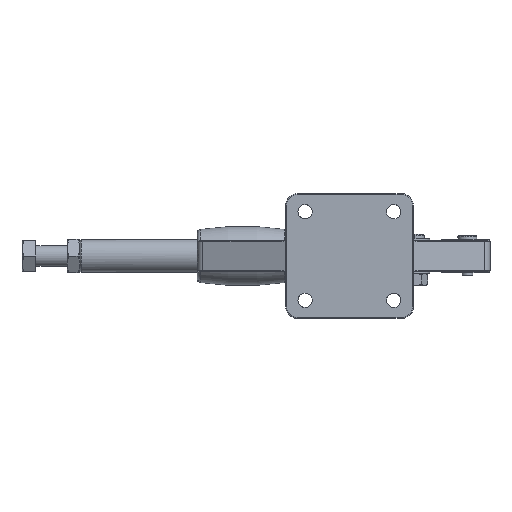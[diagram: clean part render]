
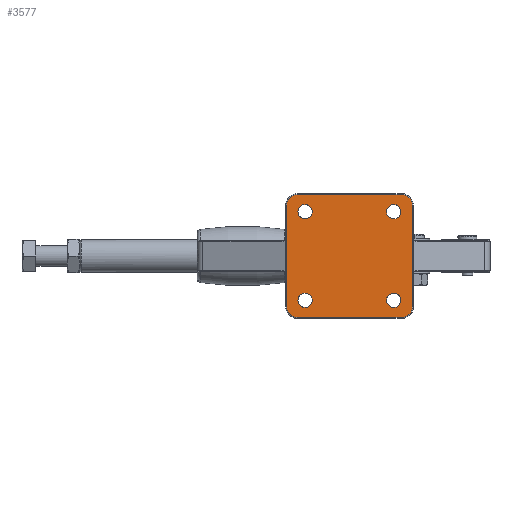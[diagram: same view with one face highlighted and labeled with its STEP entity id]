
A CAD part, front view. The second image highlights one B-rep face of the part: STEP entity #3577.
In plain terms, the highlighted planar face has unit normal (0, -1, 0).
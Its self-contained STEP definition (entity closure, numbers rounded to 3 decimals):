
#169 = CIRCLE ( 'NONE', #9136, 4.15 ) ;
#195 = VERTEX_POINT ( 'NONE', #273 ) ;
#271 = CARTESIAN_POINT ( 'NONE',  ( 112.7, 0., -29.55 ) ) ;
#273 = CARTESIAN_POINT ( 'NONE',  ( 51.3, 0., 29.2 ) ) ;
#394 = FACE_BOUND ( 'NONE', #6530, .T. ) ;
#417 = CARTESIAN_POINT ( 'NONE',  ( 51.3, 0., -34.032 ) ) ;
#421 = CARTESIAN_POINT ( 'NONE',  ( 112.7, 0., -25.4 ) ) ;
#425 = CIRCLE ( 'NONE', #8282, 4.15 ) ;
#508 = AXIS2_PLACEMENT_3D ( 'NONE', #3825, #10456, #4765 ) ;
#577 = CIRCLE ( 'NONE', #2091, 4.15 ) ;
#707 = DIRECTION ( 'NONE',  ( 0., -1., 0. ) ) ;
#711 = AXIS2_PLACEMENT_3D ( 'NONE', #8380, #2729, #9349 ) ;
#774 = DIRECTION ( 'NONE',  ( -1., 0., 0. ) ) ;
#806 = DIRECTION ( 'NONE',  ( 0., -1., 0. ) ) ;
#859 = ORIENTED_EDGE ( 'NONE', *, *, #2639, .T. ) ;
#888 = CARTESIAN_POINT ( 'NONE',  ( 61.9, 0., 21.25 ) ) ;
#1058 = DIRECTION ( 'NONE',  ( 0., -1., 0. ) ) ;
#1143 = CARTESIAN_POINT ( 'NONE',  ( 57.3, 0., 35.2 ) ) ;
#1222 = DIRECTION ( 'NONE',  ( 0., 0., 1. ) ) ;
#1369 = AXIS2_PLACEMENT_3D ( 'NONE', #10294, #4598, #11248 ) ;
#1377 = DIRECTION ( 'NONE',  ( 0., 0., -1. ) ) ;
#1502 = CARTESIAN_POINT ( 'NONE',  ( 167.96, 0., -34.032 ) ) ;
#1537 = ORIENTED_EDGE ( 'NONE', *, *, #3941, .F. ) ;
#1576 = ORIENTED_EDGE ( 'NONE', *, *, #1723, .F. ) ;
#1633 = EDGE_LOOP ( 'NONE', ( #7292, #1537 ) ) ;
#1723 = EDGE_CURVE ( 'NONE', #11480, #11988, #169, .T. ) ;
#1779 = DIRECTION ( 'NONE',  ( 0., -1., 0. ) ) ;
#1837 = VERTEX_POINT ( 'NONE', #271 ) ;
#1869 = VERTEX_POINT ( 'NONE', #6010 ) ;
#1961 = AXIS2_PLACEMENT_3D ( 'NONE', #6721, #1058, #7679 ) ;
#2091 = AXIS2_PLACEMENT_3D ( 'NONE', #6364, #707, #7322 ) ;
#2148 = CARTESIAN_POINT ( 'NONE',  ( 61.9, 0., -29.55 ) ) ;
#2280 = ORIENTED_EDGE ( 'NONE', *, *, #8600, .F. ) ;
#2365 = VECTOR ( 'NONE', #774, 1000. ) ;
#2639 = EDGE_CURVE ( 'NONE', #3455, #2866, #7373, .T. ) ;
#2700 = VERTEX_POINT ( 'NONE', #9384 ) ;
#2729 = DIRECTION ( 'NONE',  ( 0., -1., 0. ) ) ;
#2750 = EDGE_CURVE ( 'NONE', #6676, #3024, #12311, .T. ) ;
#2785 = LINE ( 'NONE', #4025, #9752 ) ;
#2832 = EDGE_CURVE ( 'NONE', #5928, #1869, #3229, .T. ) ;
#2841 = CARTESIAN_POINT ( 'NONE',  ( 112.7, 0., -21.25 ) ) ;
#2866 = VERTEX_POINT ( 'NONE', #1143 ) ;
#2893 = CIRCLE ( 'NONE', #2900, 4.15 ) ;
#2900 = AXIS2_PLACEMENT_3D ( 'NONE', #421, #7019, #1377 ) ;
#3024 = VERTEX_POINT ( 'NONE', #9969 ) ;
#3054 = CARTESIAN_POINT ( 'NONE',  ( 61.9, 0., -25.4 ) ) ;
#3059 = ORIENTED_EDGE ( 'NONE', *, *, #8370, .T. ) ;
#3164 = ORIENTED_EDGE ( 'NONE', *, *, #2750, .T. ) ;
#3229 = CIRCLE ( 'NONE', #7472, 4.15 ) ;
#3455 = VERTEX_POINT ( 'NONE', #10699 ) ;
#3561 = LINE ( 'NONE', #11304, #8278 ) ;
#3577 = ADVANCED_FACE ( 'NONE', ( #5713, #6008, #7630, #394, #5120 ), #9029, .F. ) ;
#3825 = CARTESIAN_POINT ( 'NONE',  ( 57.3, 0., -29.2 ) ) ;
#3941 = EDGE_CURVE ( 'NONE', #6289, #1837, #2893, .T. ) ;
#3956 = ORIENTED_EDGE ( 'NONE', *, *, #4807, .F. ) ;
#3983 = CARTESIAN_POINT ( 'NONE',  ( 112.7, 0., 25.4 ) ) ;
#3987 = DIRECTION ( 'NONE',  ( 0., 0., -1. ) ) ;
#4025 = CARTESIAN_POINT ( 'NONE',  ( 123.5, 0., 29.2 ) ) ;
#4139 = CIRCLE ( 'NONE', #711, 4.15 ) ;
#4269 = CIRCLE ( 'NONE', #8460, 6. ) ;
#4308 = VERTEX_POINT ( 'NONE', #7516 ) ;
#4521 = CARTESIAN_POINT ( 'NONE',  ( 167.96, 0., 35.2 ) ) ;
#4598 = DIRECTION ( 'NONE',  ( 0., -1., 0. ) ) ;
#4765 = DIRECTION ( 'NONE',  ( 0., 0., 1. ) ) ;
#4792 = DIRECTION ( 'NONE',  ( 0., -1., 0. ) ) ;
#4807 = EDGE_CURVE ( 'NONE', #11988, #11480, #425, .T. ) ;
#4838 = DIRECTION ( 'NONE',  ( 0., -1., 0. ) ) ;
#5067 = AXIS2_PLACEMENT_3D ( 'NONE', #10527, #4838, #11505 ) ;
#5120 = FACE_OUTER_BOUND ( 'NONE', #10221, .T. ) ;
#5439 = ORIENTED_EDGE ( 'NONE', *, *, #8681, .T. ) ;
#5636 = CARTESIAN_POINT ( 'NONE',  ( 112.7, 0., 25.4 ) ) ;
#5713 = FACE_BOUND ( 'NONE', #9047, .T. ) ;
#5928 = VERTEX_POINT ( 'NONE', #2148 ) ;
#5938 = CIRCLE ( 'NONE', #1369, 6. ) ;
#6008 = FACE_BOUND ( 'NONE', #8441, .T. ) ;
#6010 = CARTESIAN_POINT ( 'NONE',  ( 61.9, 0., -21.25 ) ) ;
#6289 = VERTEX_POINT ( 'NONE', #2841 ) ;
#6315 = EDGE_CURVE ( 'NONE', #7560, #12041, #10010, .T. ) ;
#6364 = CARTESIAN_POINT ( 'NONE',  ( 112.7, 0., -25.4 ) ) ;
#6459 = CARTESIAN_POINT ( 'NONE',  ( 61.9, 0., -25.4 ) ) ;
#6471 = ORIENTED_EDGE ( 'NONE', *, *, #7498, .F. ) ;
#6501 = ORIENTED_EDGE ( 'NONE', *, *, #6315, .F. ) ;
#6530 = EDGE_LOOP ( 'NONE', ( #6501, #2280 ) ) ;
#6549 = DIRECTION ( 'NONE',  ( 1., 0., 0. ) ) ;
#6575 = DIRECTION ( 'NONE',  ( 0., 0., -1. ) ) ;
#6671 = ORIENTED_EDGE ( 'NONE', *, *, #7089, .T. ) ;
#6676 = VERTEX_POINT ( 'NONE', #10690 ) ;
#6721 = CARTESIAN_POINT ( 'NONE',  ( 57.3, 0., 29.2 ) ) ;
#6895 = ORIENTED_EDGE ( 'NONE', *, *, #10112, .T. ) ;
#7016 = DIRECTION ( 'NONE',  ( 0., 0., -1. ) ) ;
#7019 = DIRECTION ( 'NONE',  ( 0., -1., 0. ) ) ;
#7089 = EDGE_CURVE ( 'NONE', #2866, #195, #9692, .T. ) ;
#7188 = AXIS2_PLACEMENT_3D ( 'NONE', #6459, #806, #7417 ) ;
#7292 = ORIENTED_EDGE ( 'NONE', *, *, #10967, .F. ) ;
#7322 = DIRECTION ( 'NONE',  ( 0., 0., -1. ) ) ;
#7373 = LINE ( 'NONE', #4521, #2365 ) ;
#7388 = ORIENTED_EDGE ( 'NONE', *, *, #11555, .T. ) ;
#7417 = DIRECTION ( 'NONE',  ( 0., 0., -1. ) ) ;
#7472 = AXIS2_PLACEMENT_3D ( 'NONE', #3054, #9677, #3987 ) ;
#7498 = EDGE_CURVE ( 'NONE', #1869, #5928, #10122, .T. ) ;
#7516 = CARTESIAN_POINT ( 'NONE',  ( 123.5, 0., -29.2 ) ) ;
#7560 = VERTEX_POINT ( 'NONE', #888 ) ;
#7630 = FACE_BOUND ( 'NONE', #1633, .T. ) ;
#7679 = DIRECTION ( 'NONE',  ( 0., 0., 1. ) ) ;
#7992 = DIRECTION ( 'NONE',  ( 0., 0., -1. ) ) ;
#8112 = DIRECTION ( 'NONE',  ( 0., 0., 1. ) ) ;
#8196 = ORIENTED_EDGE ( 'NONE', *, *, #9105, .T. ) ;
#8278 = VECTOR ( 'NONE', #6549, 1000. ) ;
#8282 = AXIS2_PLACEMENT_3D ( 'NONE', #5636, #9421, #6575 ) ;
#8370 = EDGE_CURVE ( 'NONE', #195, #6676, #9041, .T. ) ;
#8380 = CARTESIAN_POINT ( 'NONE',  ( 61.9, 0., 25.4 ) ) ;
#8420 = AXIS2_PLACEMENT_3D ( 'NONE', #1502, #9910, #8112 ) ;
#8441 = EDGE_LOOP ( 'NONE', ( #9419, #6471 ) ) ;
#8460 = AXIS2_PLACEMENT_3D ( 'NONE', #10480, #4792, #11450 ) ;
#8600 = EDGE_CURVE ( 'NONE', #12041, #7560, #4139, .T. ) ;
#8681 = EDGE_CURVE ( 'NONE', #3024, #12095, #3561, .T. ) ;
#8760 = CARTESIAN_POINT ( 'NONE',  ( 61.9, 0., 29.55 ) ) ;
#9029 = PLANE ( 'NONE',  #8420 ) ;
#9041 = LINE ( 'NONE', #417, #11279 ) ;
#9047 = EDGE_LOOP ( 'NONE', ( #3956, #1576 ) ) ;
#9105 = EDGE_CURVE ( 'NONE', #12095, #4308, #4269, .T. ) ;
#9136 = AXIS2_PLACEMENT_3D ( 'NONE', #3983, #1779, #7992 ) ;
#9349 = DIRECTION ( 'NONE',  ( 0., 0., -1. ) ) ;
#9384 = CARTESIAN_POINT ( 'NONE',  ( 123.5, 0., 29.2 ) ) ;
#9419 = ORIENTED_EDGE ( 'NONE', *, *, #2832, .F. ) ;
#9421 = DIRECTION ( 'NONE',  ( 0., -1., 0. ) ) ;
#9621 = CARTESIAN_POINT ( 'NONE',  ( 112.7, 0., 21.25 ) ) ;
#9677 = DIRECTION ( 'NONE',  ( 0., -1., 0. ) ) ;
#9692 = CIRCLE ( 'NONE', #1961, 6. ) ;
#9752 = VECTOR ( 'NONE', #1222, 1000. ) ;
#9910 = DIRECTION ( 'NONE',  ( 0., 1., 0. ) ) ;
#9969 = CARTESIAN_POINT ( 'NONE',  ( 57.3, 0., -35.2 ) ) ;
#10010 = CIRCLE ( 'NONE', #5067, 4.15 ) ;
#10112 = EDGE_CURVE ( 'NONE', #2700, #3455, #5938, .T. ) ;
#10122 = CIRCLE ( 'NONE', #7188, 4.15 ) ;
#10221 = EDGE_LOOP ( 'NONE', ( #859, #6671, #3059, #3164, #5439, #8196, #7388, #6895 ) ) ;
#10294 = CARTESIAN_POINT ( 'NONE',  ( 117.5, 0., 29.2 ) ) ;
#10456 = DIRECTION ( 'NONE',  ( 0., -1., 0. ) ) ;
#10480 = CARTESIAN_POINT ( 'NONE',  ( 117.5, 0., -29.2 ) ) ;
#10527 = CARTESIAN_POINT ( 'NONE',  ( 61.9, 0., 25.4 ) ) ;
#10576 = CARTESIAN_POINT ( 'NONE',  ( 112.7, 0., 29.55 ) ) ;
#10690 = CARTESIAN_POINT ( 'NONE',  ( 51.3, 0., -29.2 ) ) ;
#10699 = CARTESIAN_POINT ( 'NONE',  ( 117.5, 0., 35.2 ) ) ;
#10967 = EDGE_CURVE ( 'NONE', #1837, #6289, #577, .T. ) ;
#11248 = DIRECTION ( 'NONE',  ( 0., 0., 1. ) ) ;
#11279 = VECTOR ( 'NONE', #7016, 1000. ) ;
#11304 = CARTESIAN_POINT ( 'NONE',  ( 167.96, 0., -35.2 ) ) ;
#11450 = DIRECTION ( 'NONE',  ( 0., 0., 1. ) ) ;
#11480 = VERTEX_POINT ( 'NONE', #10576 ) ;
#11505 = DIRECTION ( 'NONE',  ( 0., 0., -1. ) ) ;
#11555 = EDGE_CURVE ( 'NONE', #4308, #2700, #2785, .T. ) ;
#11771 = CARTESIAN_POINT ( 'NONE',  ( 117.5, 0., -35.2 ) ) ;
#11988 = VERTEX_POINT ( 'NONE', #9621 ) ;
#12041 = VERTEX_POINT ( 'NONE', #8760 ) ;
#12095 = VERTEX_POINT ( 'NONE', #11771 ) ;
#12311 = CIRCLE ( 'NONE', #508, 6. ) ;
